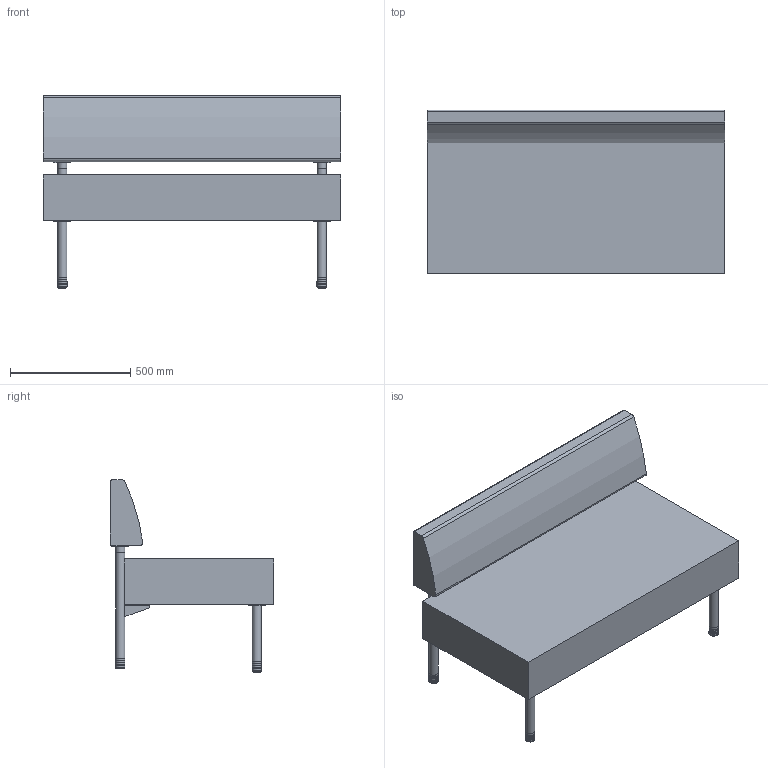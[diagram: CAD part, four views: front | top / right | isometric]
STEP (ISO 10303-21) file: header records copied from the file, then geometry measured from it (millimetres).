
FILE_DESCRIPTION(/* description */ (''),/* implementation_level */ '2;1');
FILE_NAME(/* name */ 'EX20N.stp',/* time_stamp */ '2018-04-16T10:36:05-04:00',/* author */ ('emehringer'),/* organization */ (''),/* preprocessor_version */ 'ST-DEVELOPER v16.13',/* originating_system */ 'Autodesk Inventor 2018',/* authorisation */ '');
FILE_SCHEMA (('AUTOMOTIVE_DESIGN { 1 0 10303 214 3 1 1 }'));
Length unit declared in the file: inch
Products named in the file (6): EX20N; EX20 SEAT; EX20 BACK; CL10 LGBK-E; LEG CAP RD1.5; EX10 LGFR-A
Assembly tree (10 placements, depth 2):
  EX20N
    EX20 SEAT
    EX20 BACK
    LEG CAP RD1.5  x4
    CL10 LGBK-E  x2
    EX10 LGFR-A  x2
Bounding box: 1238.25 x 679.88 x 800.21 mm (x, y, z)
Volume: 182978293.9 mm3; surface area: 3720480.7 mm2
Topology: 24 solids, 32 shells, 2010 faces, 4114 edges, 2206 vertices
Faces by surface type: cylinder 693, torus 524, bspline 480, plane 233, sphere 64, cone 16
Full cylindrical faces by diameter (mm): 6.198 x4, 6.528 x4, 7.925 x12, 7.938 x16, 8.731 x8, 9.906 x8, 11.989 x8, 27.94 x4, 31.75 x4, 34.087 x16, 34.798 x4, 38.1 x4, 39.37 x4
Entity records: 19929 total; most frequent: CARTESIAN_POINT 9518, ORIENTED_EDGE 2104, DIRECTION 1982, EDGE_CURVE 1054, AXIS2_PLACEMENT_3D 854, EDGE_LOOP 620, VERTEX_POINT 590, FACE_OUTER_BOUND 537
